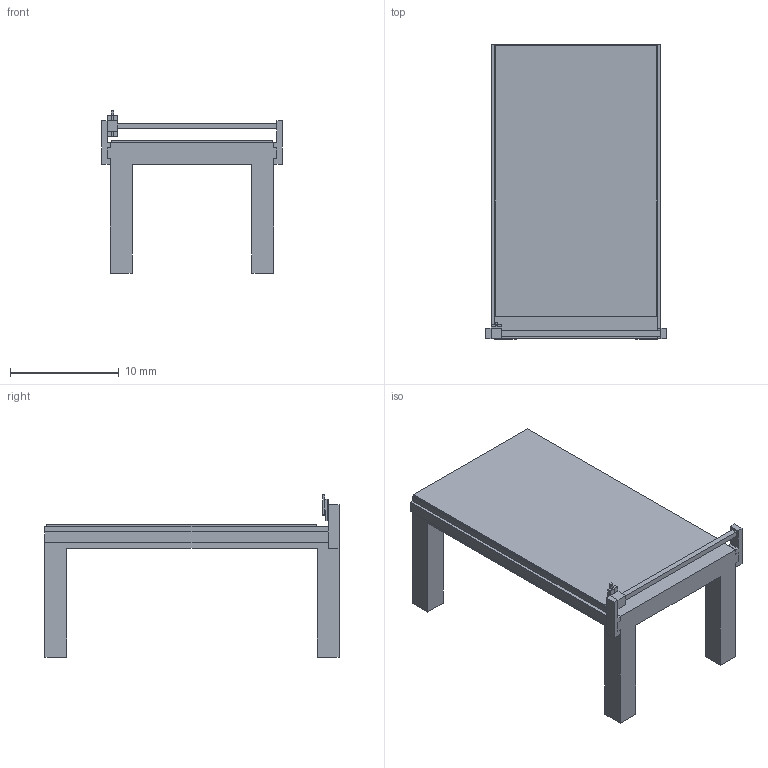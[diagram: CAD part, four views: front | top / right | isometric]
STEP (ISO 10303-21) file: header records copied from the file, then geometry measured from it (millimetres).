
FILE_DESCRIPTION(/* description */ (''),/* implementation_level */ '2;1');
FILE_NAME(/* name */ 'CNC_Espuma.step',/* time_stamp */ '2022-06-26T09:49:36-05:00',/* author */ (''),/* organization */ (''),/* preprocessor_version */ 'ST-DEVELOPER v19',/* originating_system */ 'Autodesk Translation Framework v11.7.0.108',/* authorisation */ '');
FILE_SCHEMA (('AUTOMOTIVE_DESIGN { 1 0 10303 214 3 1 1 }'));
Length unit declared in the file: millimetre
Products named in the file (6): CNC_Espuma; CNC_Eje_X (1); Mesa (2); CNC_Eje_Y (1); CNC_Eje_Z (1); M_Corte (1)
Assembly tree (5 placements, depth 2):
  CNC_Espuma
    CNC_Eje_X (1)
    Mesa (2)
    CNC_Eje_Y (1)
    CNC_Eje_Z (1)
    M_Corte (1)
Bounding box: 16.6 x 27 x 14.9 mm (x, y, z)
Volume: 1069.4 mm3; surface area: 2156.5 mm2
Topology: 5 solids, 5 shells, 97 faces, 251 edges, 166 vertices
Faces by surface type: plane 97
Entity records: 3115 total; most frequent: CARTESIAN_POINT 526, ORIENTED_EDGE 502, DIRECTION 469, LINE 251, VECTOR 251, EDGE_CURVE 251, VERTEX_POINT 166, AXIS2_PLACEMENT_3D 109
